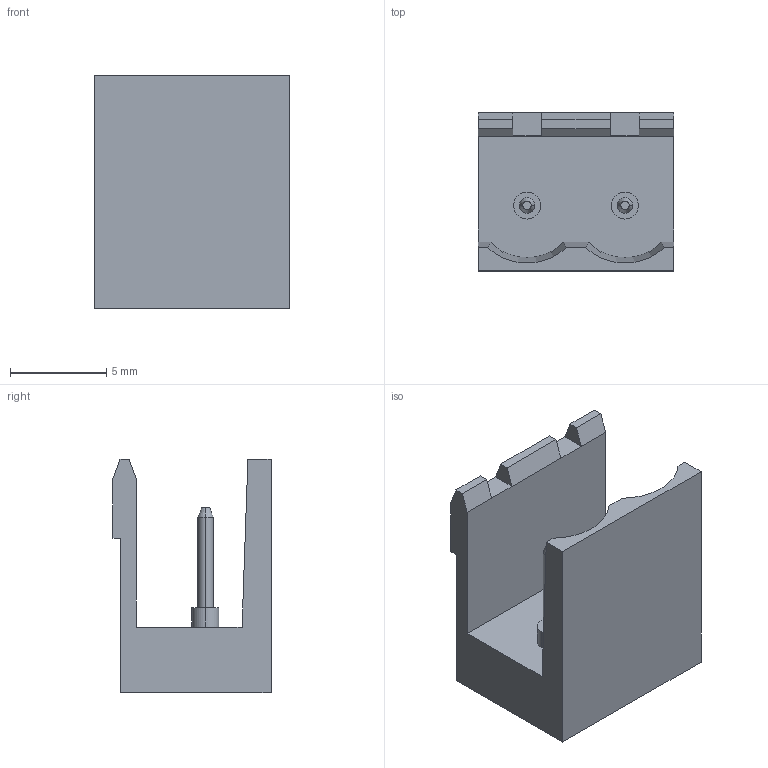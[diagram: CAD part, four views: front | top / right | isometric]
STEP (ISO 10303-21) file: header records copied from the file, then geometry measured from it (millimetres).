
FILE_DESCRIPTION (( 'STEP AP214' ), '1' );
FILE_NAME ('P-0313.STEP', '2016-09-30T12:03:37', ( '' ), ( '' ), 'SwSTEP 2.0', 'SolidWorks 2016', '' );
FILE_SCHEMA (( 'AUTOMOTIVE_DESIGN' ));
Length unit declared in the file: millimetre
Products named in the file (1): P-0313
Bounding box: 10.16 x 8.2 x 12.1 mm (x, y, z)
Volume: 440.3 mm3; surface area: 713.1 mm2
Topology: 1 solids, 1 shells, 46 faces, 108 edges, 68 vertices
Faces by surface type: plane 32, cylinder 8, cone 6
Entity records: 1460 total; most frequent: CARTESIAN_POINT 247, DIRECTION 222, ORIENTED_EDGE 216, EDGE_CURVE 108, VECTOR 80, LINE 80, AXIS2_PLACEMENT_3D 71, VERTEX_POINT 68
